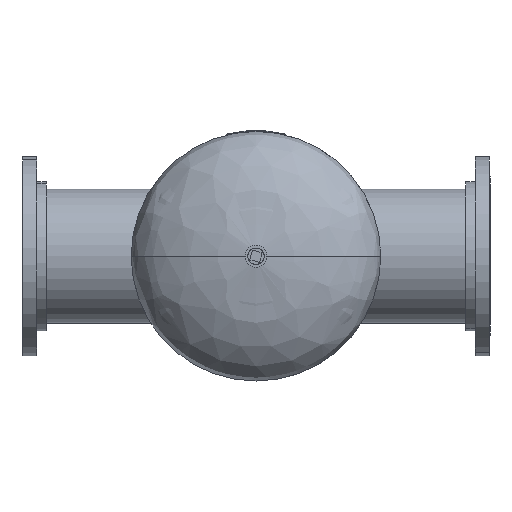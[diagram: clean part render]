
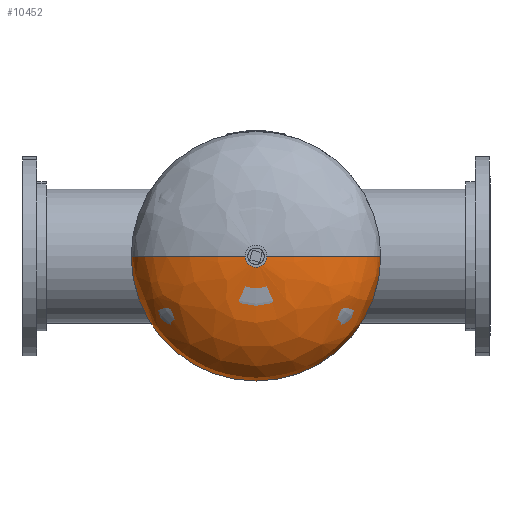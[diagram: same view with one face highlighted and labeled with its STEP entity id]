
A CAD part, front view. The second image highlights one B-rep face of the part: STEP entity #10452.
In plain terms, the highlighted free-form (B-spline) face has degree [3, 3] with [4, 4] control points.
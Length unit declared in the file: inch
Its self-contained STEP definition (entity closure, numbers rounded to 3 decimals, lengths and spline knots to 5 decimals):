
#109 = AXIS2_PLACEMENT_3D ( 'NONE', #3579, #6841, #9269 ) ;
#544 = CARTESIAN_POINT ( 'NONE',  ( -0.75, 5.60574, 0. ) ) ;
#671 =( BOUNDED_CURVE ( )  B_SPLINE_CURVE ( 3, ( #9440, #7096, #4494, #8751 ),
 .UNSPECIFIED., .F., .T. ) 
 B_SPLINE_CURVE_WITH_KNOTS ( ( 4, 4 ),
 ( 1.64587, 3.14159 ),
 .UNSPECIFIED. ) 
 CURVE ( )  GEOMETRIC_REPRESENTATION_ITEM ( )  RATIONAL_B_SPLINE_CURVE ( ( 1., 0.822, 0.822, 1. ) ) 
 REPRESENTATION_ITEM ( '' )  );
#1237 = CARTESIAN_POINT ( 'NONE',  ( -10., 0.5575, 0. ) ) ;
#1289 = CARTESIAN_POINT ( 'NONE',  ( 0.75, 5.60574, 0. ) ) ;
#1298 = DIRECTION ( 'NONE',  ( 0., 0., -1. ) ) ;
#1311 = CIRCLE ( 'NONE', #6090, 0.75 ) ;
#1332 = EDGE_CURVE ( 'NONE', #8634, #2919, #3719, .T. ) ;
#1353 = CARTESIAN_POINT ( 'NONE',  ( 6.24942, 5.39635, 12.49885 ) ) ;
#2093 = CARTESIAN_POINT ( 'NONE',  ( -10., 0.5575, 0. ) ) ;
#2249 = CARTESIAN_POINT ( 'NONE',  ( -6.24942, 5.39635, 12.49885 ) ) ;
#2295 = CARTESIAN_POINT ( 'NONE',  ( 0., 0.5575, 10. ) ) ;
#2889 = CARTESIAN_POINT ( 'NONE',  ( -6.24942, 5.39635, 0. ) ) ;
#2919 = VERTEX_POINT ( 'NONE', #2295 ) ;
#3179 = ORIENTED_EDGE ( 'NONE', *, *, #8419, .F. ) ;
#3579 = CARTESIAN_POINT ( 'NONE',  ( 0., 5.60574, 0. ) ) ;
#3719 = CIRCLE ( 'NONE', #7982, 10. ) ;
#3754 = CARTESIAN_POINT ( 'NONE',  ( -0.75, 5.60574, 1.5 ) ) ;
#3804 = CARTESIAN_POINT ( 'NONE',  ( -6.24942, 5.39635, 0. ) ) ;
#3807 = CARTESIAN_POINT ( 'NONE',  ( 6.24942, 5.39635, 0. ) ) ;
#3857 = CARTESIAN_POINT ( 'NONE',  ( 10., 0.5575, 0. ) ) ;
#4100 = ORIENTED_EDGE ( 'NONE', *, *, #7105, .F. ) ;
#4225 = ORIENTED_EDGE ( 'NONE', *, *, #1332, .F. ) ;
#4343 = CARTESIAN_POINT ( 'NONE',  ( 0., 0.5575, 0. ) ) ;
#4426 = CARTESIAN_POINT ( 'NONE',  ( 0.75, 5.60574, 0. ) ) ;
#4494 = CARTESIAN_POINT ( 'NONE',  ( 10., 3.34945, 0. ) ) ;
#4618 = VERTEX_POINT ( 'NONE', #8010 ) ;
#4861 = EDGE_LOOP ( 'NONE', ( #5866, #9245, #3179, #4225, #4100, #8567 ) ) ;
#5028 =( BOUNDED_CURVE ( )  B_SPLINE_CURVE ( 3, ( #544, #3804, #6897, #1237 ),
 .UNSPECIFIED., .F., .F. ) 
 B_SPLINE_CURVE_WITH_KNOTS ( ( 4, 4 ),
 ( 1.64587, 3.14159 ),
 .UNSPECIFIED. ) 
 CURVE ( )  GEOMETRIC_REPRESENTATION_ITEM ( )  RATIONAL_B_SPLINE_CURVE ( ( 1., 0.822, 0.822, 1. ) ) 
 REPRESENTATION_ITEM ( '' )  );
#5560 = DIRECTION ( 'NONE',  ( 0., -1., 0. ) ) ;
#5597 = EDGE_CURVE ( 'NONE', #9356, #4618, #6934, .T. ) ;
#5866 = ORIENTED_EDGE ( 'NONE', *, *, #5597, .T. ) ;
#5907 = AXIS2_PLACEMENT_3D ( 'NONE', #4343, #5560, #1298 ) ;
#6090 = AXIS2_PLACEMENT_3D ( 'NONE', #9716, #9606, #10484 ) ;
#6102 = CARTESIAN_POINT ( 'NONE',  ( 10., 3.34945, 0. ) ) ;
#6654 = EDGE_CURVE ( 'NONE', #7769, #9356, #1311, .T. ) ;
#6766 = CIRCLE ( 'NONE', #5907, 10. ) ;
#6841 = DIRECTION ( 'NONE',  ( 0., -1., 0. ) ) ;
#6897 = CARTESIAN_POINT ( 'NONE',  ( -10., 3.34945, 0. ) ) ;
#6932 = VERTEX_POINT ( 'NONE', #8427 ) ;
#6934 = CIRCLE ( 'NONE', #109, 0.75 ) ;
#6993 = DIRECTION ( 'NONE',  ( 0., -1., 0. ) ) ;
#7010 = CARTESIAN_POINT ( 'NONE',  ( 10., 3.34945, 20. ) ) ;
#7055 = CARTESIAN_POINT ( 'NONE',  ( -10., 3.34945, 0. ) ) ;
#7096 = CARTESIAN_POINT ( 'NONE',  ( 6.24942, 5.39635, 0. ) ) ;
#7105 = EDGE_CURVE ( 'NONE', #7769, #8634, #671, .T. ) ;
#7735 = CARTESIAN_POINT ( 'NONE',  ( -10., 3.34945, 20. ) ) ;
#7769 = VERTEX_POINT ( 'NONE', #4426 ) ;
#7898 = CARTESIAN_POINT ( 'NONE',  ( 0.75, 5.60574, 1.5 ) ) ;
#7982 = AXIS2_PLACEMENT_3D ( 'NONE', #10266, #6993, #8639 ) ;
#8010 = CARTESIAN_POINT ( 'NONE',  ( -0.75, 5.60574, 0. ) ) ;
#8419 = EDGE_CURVE ( 'NONE', #2919, #6932, #6766, .T. ) ;
#8427 = CARTESIAN_POINT ( 'NONE',  ( -10., 0.5575, 0. ) ) ;
#8547 = CARTESIAN_POINT ( 'NONE',  ( 10., 0.5575, 20. ) ) ;
#8567 = ORIENTED_EDGE ( 'NONE', *, *, #6654, .T. ) ;
#8599 = FACE_OUTER_BOUND ( 'NONE', #4861, .T. ) ;
#8634 = VERTEX_POINT ( 'NONE', #8812 ) ;
#8639 = DIRECTION ( 'NONE',  ( 0., 0., -1. ) ) ;
#8751 = CARTESIAN_POINT ( 'NONE',  ( 10., 0.5575, 0. ) ) ;
#8812 = CARTESIAN_POINT ( 'NONE',  ( 10., 0.5575, 0. ) ) ;
#8858 = CARTESIAN_POINT ( 'NONE',  ( 0., 5.60574, 0.75 ) ) ;
#9190 = EDGE_CURVE ( 'NONE', #4618, #6932, #5028, .T. ) ;
#9245 = ORIENTED_EDGE ( 'NONE', *, *, #9190, .T. ) ;
#9269 = DIRECTION ( 'NONE',  ( 0., 0., -1. ) ) ;
#9356 = VERTEX_POINT ( 'NONE', #8858 ) ;
#9440 = CARTESIAN_POINT ( 'NONE',  ( 0.75, 5.60574, 0. ) ) ;
#9499 = CARTESIAN_POINT ( 'NONE',  ( -0.75, 5.60574, 0. ) ) ;
#9555 = CARTESIAN_POINT ( 'NONE',  ( -10., 0.5575, 20. ) ) ;
#9606 = DIRECTION ( 'NONE',  ( 0., -1., 0. ) ) ;
#9716 = CARTESIAN_POINT ( 'NONE',  ( 0., 5.60574, 0. ) ) ;
#10089 =( BOUNDED_SURFACE ( )  B_SPLINE_SURFACE ( 3, 3, ( 
 ( #1289, #7898, #3754, #9499 ),
 ( #3807, #1353, #2249, #2889 ),
 ( #6102, #7010, #7735, #7055 ),
 ( #3857, #8547, #9555, #2093 ) ),
 .UNSPECIFIED., .F., .F., .F. ) 
 B_SPLINE_SURFACE_WITH_KNOTS ( ( 4, 4 ),
 ( 4, 4 ),
 ( 0., 1. ),
 ( 0., 1. ),
 .UNSPECIFIED. ) 
 GEOMETRIC_REPRESENTATION_ITEM ( )  RATIONAL_B_SPLINE_SURFACE ( (
 ( 1., 0.333, 0.333, 1.),
 ( 0.822, 0.274, 0.274, 0.822),
 ( 0.822, 0.274, 0.274, 0.822),
 ( 1., 0.333, 0.333, 1.) ) ) 
 REPRESENTATION_ITEM ( '' )  SURFACE ( )  );
#10266 = CARTESIAN_POINT ( 'NONE',  ( 0., 0.5575, 0. ) ) ;
#10452 = ADVANCED_FACE ( 'NONE', ( #8599 ), #10089, .F. ) ;
#10484 = DIRECTION ( 'NONE',  ( 0., 0., -1. ) ) ;
